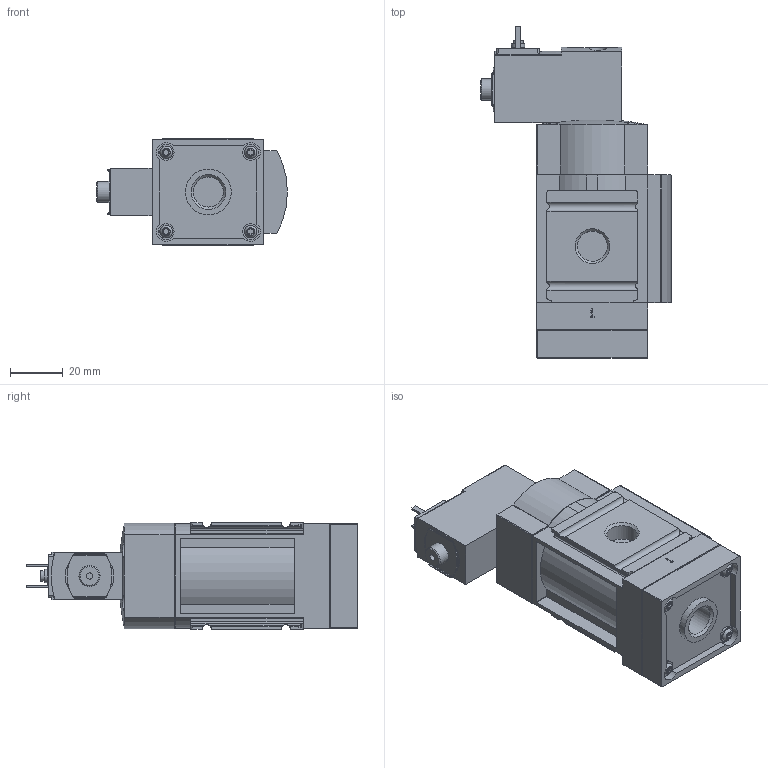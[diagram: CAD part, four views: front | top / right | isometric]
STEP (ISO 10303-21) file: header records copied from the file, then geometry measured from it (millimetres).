
FILE_DESCRIPTION(/* description */ ('STEP AP214'),/* implementation_level */ '2;1');
FILE_NAME(/* name */ '8080815_MS4-EDE-1_4-V24-B',/* time_stamp */ '2024-09-03T12:30:18+02:00',/* author */ ('License CC BY-ND 4.0'),/* organization */ ('CADENAS'),/* preprocessor_version */ 'ST-DEVELOPER v19.3',/* originating_system */ 'PARTsolutions',/* authorisation */ ' ');
FILE_SCHEMA (('AUTOMOTIVE_DESIGN {1 0 10303 214 3 1 1}'));
Length unit declared in the file: millimetre
Products named in the file (1): 8080815 MS4-EDE-1/4-V24-B---(high)
Bounding box: 72.3 x 125.76 x 40.2 mm (x, y, z)
Volume: 164707.8 mm3; surface area: 27735.4 mm2
Topology: 1 solids, 2 shells, 509 faces, 1340 edges, 885 vertices
Faces by surface type: cylinder 260, plane 227, torus 15, cone 5, sphere 2
Full cylindrical faces by diameter (mm): 2.013 x1, 2.4 x1, 2.8 x1, 3.8 x1, 5 x1, 5.3 x2, 6 x8, 6.5 x2, 7.4 x4, 8 x2, 11.445 x3, 12 x1, 17.4 x1
Entity records: 19238 total; most frequent: CARTESIAN_POINT 2879, DIRECTION 2815, ORIENTED_EDGE 2558, EDGE_CURVE 1279, AXIS2_PLACEMENT_3D 1089, VERTEX_POINT 872, LINE 637, VECTOR 637
